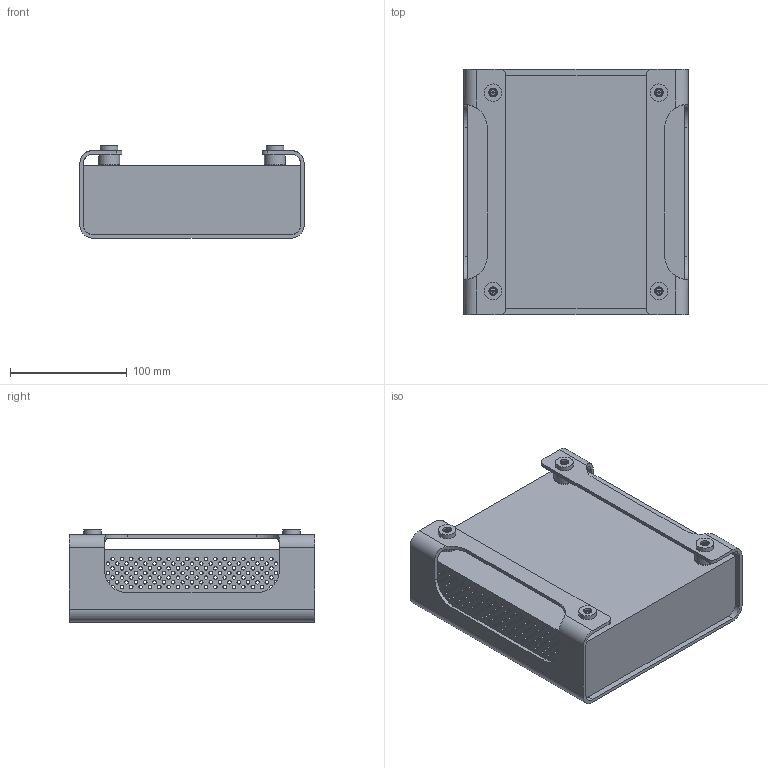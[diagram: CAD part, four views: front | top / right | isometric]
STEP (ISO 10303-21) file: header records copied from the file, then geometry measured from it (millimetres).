
FILE_DESCRIPTION((''),'2;1');
FILE_NAME('hd19-8-21s.stp','2017-12-11T15:27:48',('takachi'),(''),'Autodesk Inventor 2013','Autodesk Inventor 2013','');
FILE_SCHEMA(('AUTOMOTIVE_DESIGN { 1 0 10303 214 1 1 1 1 }'));
Length unit declared in the file: millimetre
Products named in the file (7): HD19-8-21S(ビス、ゴム足、支柱足); HD19-8-21S カバー; HD19-8-21S シャーシ; 支柱足用スポンジ; 支柱足; ゴム足(B-P1M); スリムヘッド M3×20
Assembly tree (18 placements, depth 2):
  HD19-8-21S(ビス、ゴム足、支柱足)
    HD19-8-21S カバー
    HD19-8-21S シャーシ
    支柱足用スポンジ  x4
    支柱足  x4
    ゴム足(B-P1M)  x4
    スリムヘッド M3×20  x4
Bounding box: 192 x 210 x 79 mm (x, y, z)
Volume: 313294 mm3; surface area: 296741 mm2
Topology: 18 solids, 18 shells, 486 faces, 1326 edges, 884 vertices
Faces by surface type: cylinder 350, plane 128, cone 8
Full cylindrical faces by diameter (mm): 2.459 x4, 3 x278, 3.2 x4, 3.5 x8, 4.2 x4, 6 x4, 7.4 x4, 15 x4, 18 x8
Entity records: 13109 total; most frequent: DIRECTION 2278, CARTESIAN_POINT 2065, ORIENTED_EDGE 1648, EDGE_LOOP 1250, AXIS2_PLACEMENT_3D 1053, FACE_BOUND 866, EDGE_CURVE 824, VERTEX_POINT 744
